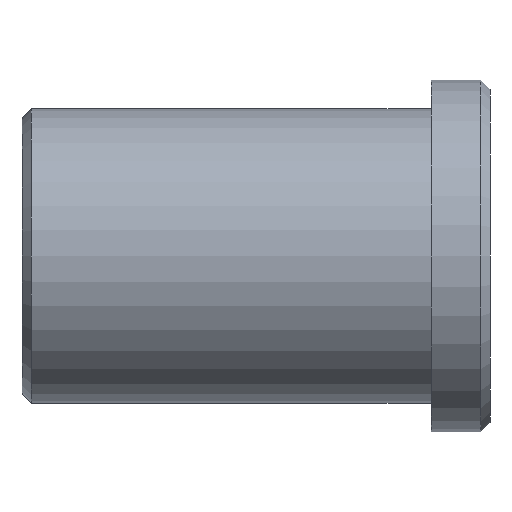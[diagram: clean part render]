
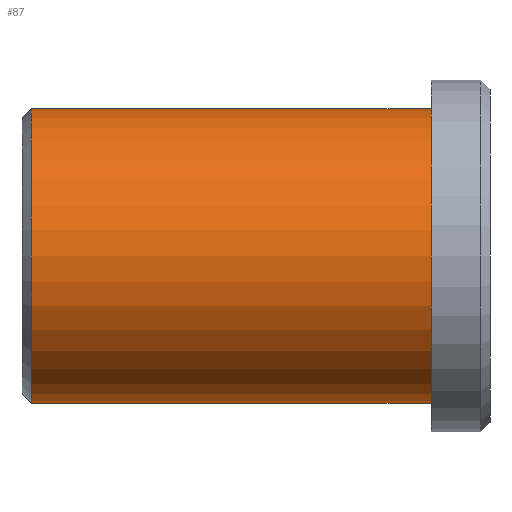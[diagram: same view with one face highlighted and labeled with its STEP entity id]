
A CAD part, left-side view. The second image highlights one B-rep face of the part: STEP entity #87.
In plain terms, the highlighted cylindrical face has radius 4 mm (diameter 8 mm), a partial arc.
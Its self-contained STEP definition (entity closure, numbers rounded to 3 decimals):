
#11 = ORIENTED_EDGE ( 'NONE', *, *, #145, .F. ) ;
#12 = CARTESIAN_POINT ( 'NONE',  ( 0., 12.463, 4. ) ) ;
#27 = CARTESIAN_POINT ( 'NONE',  ( 0., 1.6, 4. ) ) ;
#35 = CYLINDRICAL_SURFACE ( 'NONE', #57, 4. ) ;
#36 = EDGE_LOOP ( 'NONE', ( #11, #449, #357, #152 ) ) ;
#49 = DIRECTION ( 'NONE',  ( 0., -1., 0. ) ) ;
#54 = LINE ( 'NONE', #324, #285 ) ;
#57 = AXIS2_PLACEMENT_3D ( 'NONE', #77, #49, #195 ) ;
#60 = VERTEX_POINT ( 'NONE', #12 ) ;
#77 = CARTESIAN_POINT ( 'NONE',  ( 0., 0., 0. ) ) ;
#84 = DIRECTION ( 'NONE',  ( 0., -1., 0. ) ) ;
#87 = ADVANCED_FACE ( 'NONE', ( #273 ), #35, .T. ) ;
#102 = CARTESIAN_POINT ( 'NONE',  ( 0., 1.6, 0. ) ) ;
#118 = AXIS2_PLACEMENT_3D ( 'NONE', #380, #84, #329 ) ;
#141 = CARTESIAN_POINT ( 'NONE',  ( 0., 12.463, -4. ) ) ;
#142 = DIRECTION ( 'NONE',  ( 0., 0., -1. ) ) ;
#145 = EDGE_CURVE ( 'NONE', #60, #401, #371, .T. ) ;
#152 = ORIENTED_EDGE ( 'NONE', *, *, #405, .F. ) ;
#195 = DIRECTION ( 'NONE',  ( 0., 0., -1. ) ) ;
#197 = DIRECTION ( 'NONE',  ( 0., -1., 0. ) ) ;
#224 = CIRCLE ( 'NONE', #118, 4. ) ;
#242 = CIRCLE ( 'NONE', #301, 4. ) ;
#250 = CARTESIAN_POINT ( 'NONE',  ( 0., 1.6, -4. ) ) ;
#273 = FACE_OUTER_BOUND ( 'NONE', #36, .T. ) ;
#285 = VECTOR ( 'NONE', #313, 1000. ) ;
#301 = AXIS2_PLACEMENT_3D ( 'NONE', #102, #490, #142 ) ;
#305 = VERTEX_POINT ( 'NONE', #250 ) ;
#313 = DIRECTION ( 'NONE',  ( 0., -1., 0. ) ) ;
#324 = CARTESIAN_POINT ( 'NONE',  ( 0., 0., -4. ) ) ;
#329 = DIRECTION ( 'NONE',  ( 0., 0., -1. ) ) ;
#354 = CARTESIAN_POINT ( 'NONE',  ( 0., 0., 4. ) ) ;
#357 = ORIENTED_EDGE ( 'NONE', *, *, #491, .T. ) ;
#371 = LINE ( 'NONE', #354, #381 ) ;
#380 = CARTESIAN_POINT ( 'NONE',  ( 0., 12.463, 0. ) ) ;
#381 = VECTOR ( 'NONE', #197, 1000. ) ;
#401 = VERTEX_POINT ( 'NONE', #27 ) ;
#405 = EDGE_CURVE ( 'NONE', #401, #305, #242, .T. ) ;
#447 = VERTEX_POINT ( 'NONE', #141 ) ;
#449 = ORIENTED_EDGE ( 'NONE', *, *, #465, .T. ) ;
#465 = EDGE_CURVE ( 'NONE', #60, #447, #224, .T. ) ;
#490 = DIRECTION ( 'NONE',  ( 0., -1., 0. ) ) ;
#491 = EDGE_CURVE ( 'NONE', #447, #305, #54, .T. ) ;
